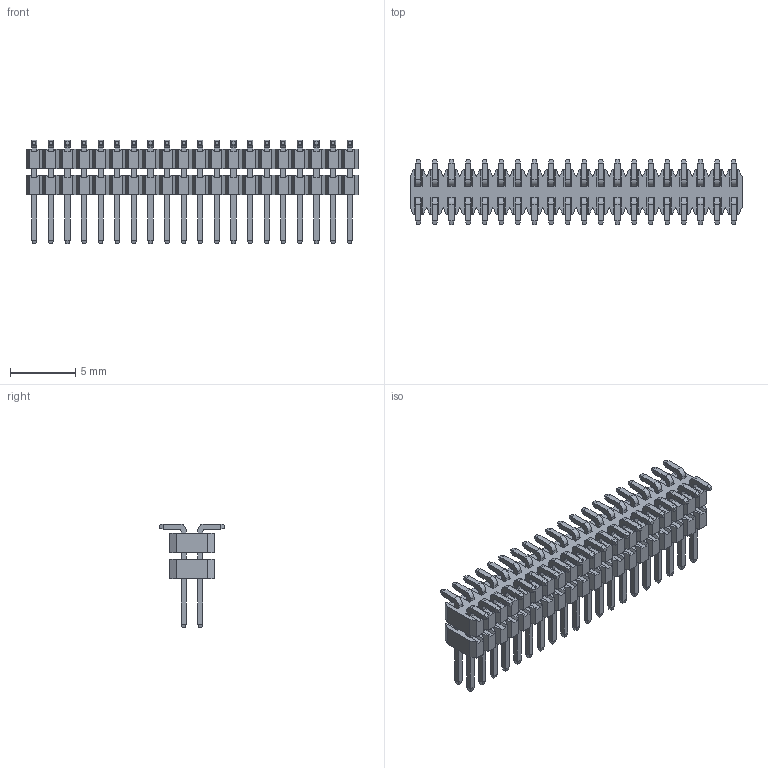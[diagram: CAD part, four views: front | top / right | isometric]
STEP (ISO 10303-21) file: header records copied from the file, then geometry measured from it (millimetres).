
FILE_DESCRIPTION (( 'STEP AP214' ), '1' );
FILE_NAME ('FPH12748-D40S1014100702M-REF.STEP', '2024-08-07T09:25:06', ( '' ), ( '' ), 'SwSTEP 2.0', 'SolidWorks 2021', '' );
FILE_SCHEMA (( 'AUTOMOTIVE_DESIGN' ));
Length unit declared in the file: millimetre
Products named in the file (1): FPH12748-D40S1014100702M-REF
Bounding box: 25.4 x 5 x 7.95 mm (x, y, z)
Volume: 276.8 mm3; surface area: 991.6 mm2
Topology: 1 solids, 1 shells, 1688 faces, 4412 edges, 2728 vertices
Faces by surface type: plane 1608, cylinder 80
Entity records: 50206 total; most frequent: CARTESIAN_POINT 8829, ORIENTED_EDGE 8824, DIRECTION 7950, EDGE_CURVE 4412, VECTOR 4252, LINE 4252, VERTEX_POINT 2728, AXIS2_PLACEMENT_3D 1849
